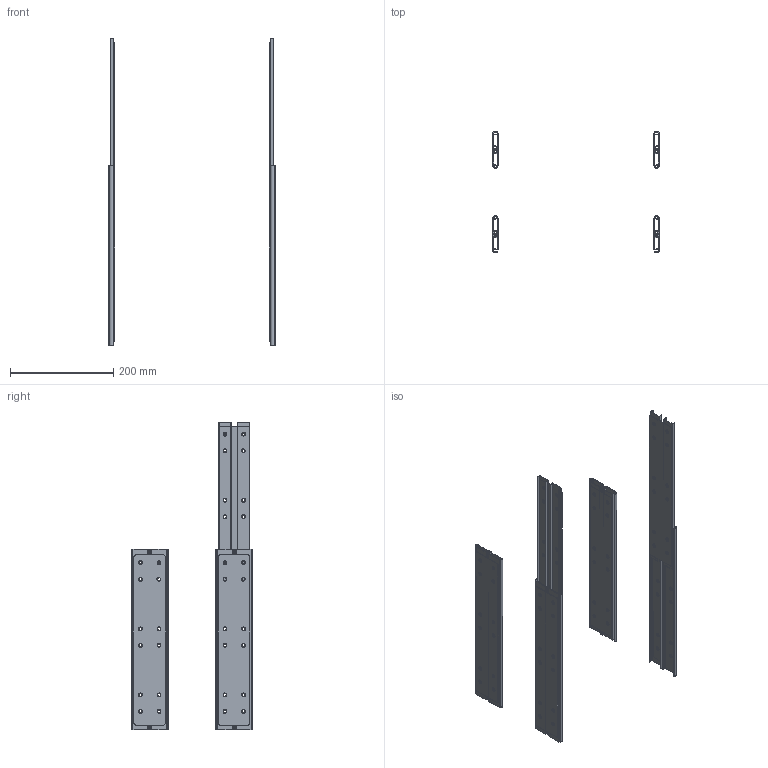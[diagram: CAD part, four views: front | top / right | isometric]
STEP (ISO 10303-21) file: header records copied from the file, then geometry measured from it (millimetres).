
FILE_DESCRIPTION((''),'2;1');
FILE_NAME('DZ6026-0035 for internet Open & Closed.stp','2015-02-19T12:28:41',('kchown'),(''),'Autodesk Inventor 2012','Autodesk Inventor 2012','');
FILE_SCHEMA(('AUTOMOTIVE_DESIGN { 1 0 10303 214 1 1 1 1 }'));
Length unit declared in the file: millimetre
Products named in the file (15): DZ6026-0035 for internet Open & Closed; DZ6026-0035 for internet closed; DZ6026-0035 Outer member; DZ6026-0035 inner member; DZ6026-0035 outer member_MIR; DZ6026-0035  inner member_MIR; DZ6026-0035 Tie Plate; DZ6026-0035 for internet open; DZ6026-0035 for internet closed_MIR; DZ6026-0035 outer member_MIR1; DZ6026-0035  inner member_MIR1; DZ6026-0035 outer member_MIR_MIR; DZ6026-0035  inner member_MIR_MIR; DZ6026-0035 Tie Plate_MIR; DZ6026-0035 for internet open_MIR
Assembly tree (28 placements, depth 3):
  DZ6026-0035 for internet Open & Closed
    DZ6026-0035 for internet closed
      DZ6026-0035 Outer member
      DZ6026-0035 inner member
      DZ6026-0035 outer member_MIR
      DZ6026-0035  inner member_MIR
      DZ6026-0035 Tie Plate  x2
    DZ6026-0035 for internet open
      DZ6026-0035 Outer member
      DZ6026-0035 inner member
      DZ6026-0035 outer member_MIR
      DZ6026-0035  inner member_MIR
      DZ6026-0035 Tie Plate  x2
    DZ6026-0035 for internet closed_MIR
      DZ6026-0035 outer member_MIR1
      DZ6026-0035  inner member_MIR1
      DZ6026-0035 outer member_MIR_MIR
      DZ6026-0035  inner member_MIR_MIR
      DZ6026-0035 Tie Plate_MIR  x2
    DZ6026-0035 for internet open_MIR
      DZ6026-0035 outer member_MIR1
      DZ6026-0035  inner member_MIR1
      DZ6026-0035 outer member_MIR_MIR
      DZ6026-0035  inner member_MIR_MIR
      DZ6026-0035 Tie Plate_MIR  x2
Bounding box: 325 x 235.07 x 596.6 mm (x, y, z)
Volume: 545725.6 mm3; surface area: 792045 mm2
Topology: 24 solids, 24 shells, 704 faces, 1976 edges, 1320 vertices
Faces by surface type: plane 368, cylinder 336
Full cylindrical faces by diameter (mm): 4.3 x16, 7.4 x96
Entity records: 10864 total; most frequent: DIRECTION 1806, CARTESIAN_POINT 1759, ORIENTED_EDGE 1664, EDGE_CURVE 832, AXIS2_PLACEMENT_3D 623, VERTEX_POINT 576, VECTOR 560, LINE 560
